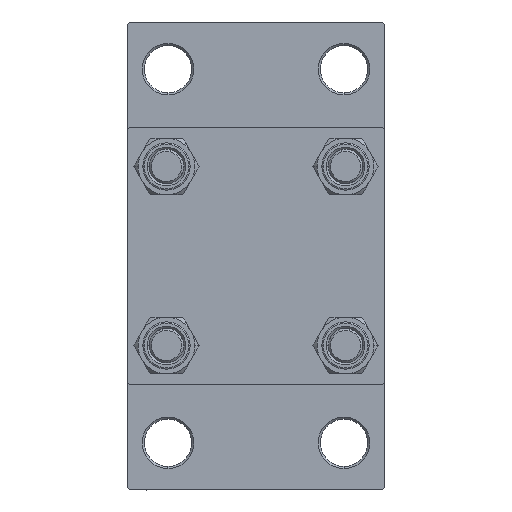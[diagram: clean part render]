
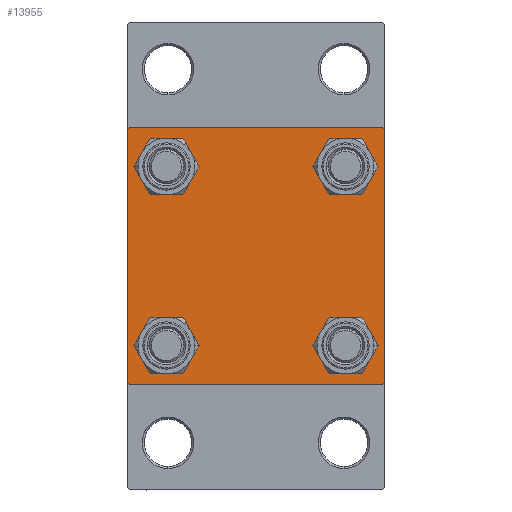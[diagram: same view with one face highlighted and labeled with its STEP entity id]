
A CAD part, left-side view. The second image highlights one B-rep face of the part: STEP entity #13955.
In plain terms, the highlighted planar face has unit normal (-1, 0, 0).
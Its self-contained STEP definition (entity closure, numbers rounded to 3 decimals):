
#12 = CARTESIAN_POINT ( 'NONE',  ( 0., -20.85, -16.35 ) ) ;
#283 = CARTESIAN_POINT ( 'NONE',  ( 0., -29.75, 29.75 ) ) ;
#393 = CARTESIAN_POINT ( 'NONE',  ( 0., -29.5, 30. ) ) ;
#740 = DIRECTION ( 'NONE',  ( 0., -1., 0. ) ) ;
#1260 = ORIENTED_EDGE ( 'NONE', *, *, #15327, .F. ) ;
#1521 = EDGE_CURVE ( 'NONE', #17393, #14945, #10004, .T. ) ;
#2438 = EDGE_CURVE ( 'NONE', #29157, #31140, #9372, .T. ) ;
#2527 = LINE ( 'NONE', #32077, #40632 ) ;
#2690 = ORIENTED_EDGE ( 'NONE', *, *, #1521, .T. ) ;
#2853 = ORIENTED_EDGE ( 'NONE', *, *, #13139, .T. ) ;
#2975 = FACE_BOUND ( 'NONE', #42955, .T. ) ;
#3244 = DIRECTION ( 'NONE',  ( 0., -0.707, 0.707 ) ) ;
#3422 = VECTOR ( 'NONE', #3462, 1000. ) ;
#3462 = DIRECTION ( 'NONE',  ( 0., -1., 0. ) ) ;
#4061 = CARTESIAN_POINT ( 'NONE',  ( 0., 20.85, -25.35 ) ) ;
#4143 = LINE ( 'NONE', #7777, #11780 ) ;
#4162 = ORIENTED_EDGE ( 'NONE', *, *, #43742, .T. ) ;
#4231 = AXIS2_PLACEMENT_3D ( 'NONE', #4405, #32766, #25746 ) ;
#4405 = CARTESIAN_POINT ( 'NONE',  ( 0., 20.85, 20.85 ) ) ;
#4421 = DIRECTION ( 'NONE',  ( 1., 0., 0. ) ) ;
#4493 = VERTEX_POINT ( 'NONE', #29863 ) ;
#4890 = DIRECTION ( 'NONE',  ( 0., 0., 1. ) ) ;
#5175 = VERTEX_POINT ( 'NONE', #39699 ) ;
#6860 = PLANE ( 'NONE',  #45223 ) ;
#7341 = VECTOR ( 'NONE', #37585, 1000. ) ;
#7525 = VERTEX_POINT ( 'NONE', #31491 ) ;
#7551 = CARTESIAN_POINT ( 'NONE',  ( 0., 20.85, -16.35 ) ) ;
#7777 = CARTESIAN_POINT ( 'NONE',  ( 0., 30., -30. ) ) ;
#8056 = CARTESIAN_POINT ( 'NONE',  ( 0., -20.85, -20.85 ) ) ;
#8247 = EDGE_CURVE ( 'NONE', #40566, #5175, #34982, .T. ) ;
#8490 = VECTOR ( 'NONE', #28423, 1000. ) ;
#8624 = AXIS2_PLACEMENT_3D ( 'NONE', #16014, #15766, #8988 ) ;
#8767 = EDGE_CURVE ( 'NONE', #29803, #46760, #4143, .T. ) ;
#8778 = CARTESIAN_POINT ( 'NONE',  ( 0., 20.85, 20.85 ) ) ;
#8988 = DIRECTION ( 'NONE',  ( 0., 0., 1. ) ) ;
#9119 = ORIENTED_EDGE ( 'NONE', *, *, #13469, .F. ) ;
#9372 = CIRCLE ( 'NONE', #37242, 4.5 ) ;
#10004 = LINE ( 'NONE', #43185, #13244 ) ;
#10432 = DIRECTION ( 'NONE',  ( 0., 0., -1. ) ) ;
#11347 = CIRCLE ( 'NONE', #34577, 4.5 ) ;
#11780 = VECTOR ( 'NONE', #740, 1000. ) ;
#12939 = CARTESIAN_POINT ( 'NONE',  ( 0., -20.85, 25.35 ) ) ;
#13139 = EDGE_CURVE ( 'NONE', #7525, #21881, #37340, .T. ) ;
#13244 = VECTOR ( 'NONE', #17520, 1000. ) ;
#13469 = EDGE_CURVE ( 'NONE', #7525, #42810, #21332, .T. ) ;
#13645 = LINE ( 'NONE', #27938, #8490 ) ;
#13870 = CARTESIAN_POINT ( 'NONE',  ( 0., 30., 29.5 ) ) ;
#13955 = ADVANCED_FACE ( 'NONE', ( #2975, #39546, #32289, #36644, #25274 ), #6860, .T. ) ;
#14743 = DIRECTION ( 'NONE',  ( 0., 0., 1. ) ) ;
#14945 = VERTEX_POINT ( 'NONE', #40563 ) ;
#15018 = AXIS2_PLACEMENT_3D ( 'NONE', #43819, #36797, #14743 ) ;
#15327 = EDGE_CURVE ( 'NONE', #18125, #21881, #43432, .T. ) ;
#15766 = DIRECTION ( 'NONE',  ( 1., 0., 0. ) ) ;
#16014 = CARTESIAN_POINT ( 'NONE',  ( 0., -20.85, 20.85 ) ) ;
#16812 = VERTEX_POINT ( 'NONE', #7551 ) ;
#17393 = VERTEX_POINT ( 'NONE', #13870 ) ;
#17520 = DIRECTION ( 'NONE',  ( 0., 0., -1. ) ) ;
#17569 = DIRECTION ( 'NONE',  ( 0., 0., 1. ) ) ;
#17759 = DIRECTION ( 'NONE',  ( -1., 0., 0. ) ) ;
#17911 = ORIENTED_EDGE ( 'NONE', *, *, #34729, .T. ) ;
#18125 = VERTEX_POINT ( 'NONE', #34954 ) ;
#18538 = ORIENTED_EDGE ( 'NONE', *, *, #31571, .T. ) ;
#18561 = CARTESIAN_POINT ( 'NONE',  ( 0., -20.85, -20.85 ) ) ;
#18752 = CIRCLE ( 'NONE', #47389, 4.5 ) ;
#18899 = DIRECTION ( 'NONE',  ( 0., -0.707, -0.707 ) ) ;
#18964 = DIRECTION ( 'NONE',  ( 0., 0., 1. ) ) ;
#19037 = DIRECTION ( 'NONE',  ( 0., 0., 1. ) ) ;
#19106 = CARTESIAN_POINT ( 'NONE',  ( 0., -30., -29.5 ) ) ;
#19121 = ORIENTED_EDGE ( 'NONE', *, *, #25280, .T. ) ;
#19450 = EDGE_CURVE ( 'NONE', #27268, #4493, #29506, .T. ) ;
#20895 = CARTESIAN_POINT ( 'NONE',  ( 0., 0., 0. ) ) ;
#21215 = CIRCLE ( 'NONE', #15018, 4.5 ) ;
#21332 = LINE ( 'NONE', #28844, #24349 ) ;
#21392 = CIRCLE ( 'NONE', #43822, 4.5 ) ;
#21547 = CARTESIAN_POINT ( 'NONE',  ( 0., 20.85, 25.35 ) ) ;
#21831 = CARTESIAN_POINT ( 'NONE',  ( 0., 20.85, 16.35 ) ) ;
#21881 = VERTEX_POINT ( 'NONE', #393 ) ;
#22115 = VECTOR ( 'NONE', #18899, 1000. ) ;
#22986 = ORIENTED_EDGE ( 'NONE', *, *, #33182, .T. ) ;
#23010 = ORIENTED_EDGE ( 'NONE', *, *, #8247, .T. ) ;
#23013 = CARTESIAN_POINT ( 'NONE',  ( 0., 29.75, -29.75 ) ) ;
#23789 = DIRECTION ( 'NONE',  ( 1., 0., 0. ) ) ;
#24262 = DIRECTION ( 'NONE',  ( 0., 0., 1. ) ) ;
#24349 = VECTOR ( 'NONE', #10432, 1000. ) ;
#25274 = FACE_OUTER_BOUND ( 'NONE', #28668, .T. ) ;
#25280 = EDGE_CURVE ( 'NONE', #5175, #40566, #18752, .T. ) ;
#25746 = DIRECTION ( 'NONE',  ( 0., 0., 1. ) ) ;
#26083 = DIRECTION ( 'NONE',  ( 1., 0., 0. ) ) ;
#27268 = VERTEX_POINT ( 'NONE', #12939 ) ;
#27474 = EDGE_LOOP ( 'NONE', ( #33831, #4162 ) ) ;
#27938 = CARTESIAN_POINT ( 'NONE',  ( 0., 29.75, 29.75 ) ) ;
#28423 = DIRECTION ( 'NONE',  ( 0., 0.707, -0.707 ) ) ;
#28610 = CARTESIAN_POINT ( 'NONE',  ( 0., 29.5, -30. ) ) ;
#28668 = EDGE_LOOP ( 'NONE', ( #2690, #22986, #43674, #18538, #9119, #2853, #1260, #43373 ) ) ;
#28844 = CARTESIAN_POINT ( 'NONE',  ( 0., -30., 30. ) ) ;
#29157 = VERTEX_POINT ( 'NONE', #21547 ) ;
#29258 = EDGE_CURVE ( 'NONE', #16812, #32595, #21215, .T. ) ;
#29506 = CIRCLE ( 'NONE', #8624, 4.5 ) ;
#29803 = VERTEX_POINT ( 'NONE', #28610 ) ;
#29863 = CARTESIAN_POINT ( 'NONE',  ( 0., -20.85, 16.35 ) ) ;
#31140 = VERTEX_POINT ( 'NONE', #21831 ) ;
#31318 = CIRCLE ( 'NONE', #4231, 4.5 ) ;
#31491 = CARTESIAN_POINT ( 'NONE',  ( 0., -30., 29.5 ) ) ;
#31571 = EDGE_CURVE ( 'NONE', #46760, #42810, #2527, .T. ) ;
#32077 = CARTESIAN_POINT ( 'NONE',  ( 0., -29.75, -29.75 ) ) ;
#32289 = FACE_BOUND ( 'NONE', #35043, .T. ) ;
#32595 = VERTEX_POINT ( 'NONE', #4061 ) ;
#32766 = DIRECTION ( 'NONE',  ( 1., 0., 0. ) ) ;
#33182 = EDGE_CURVE ( 'NONE', #14945, #29803, #37549, .T. ) ;
#33216 = CARTESIAN_POINT ( 'NONE',  ( 0., -20.85, 20.85 ) ) ;
#33831 = ORIENTED_EDGE ( 'NONE', *, *, #2438, .T. ) ;
#34577 = AXIS2_PLACEMENT_3D ( 'NONE', #33216, #39592, #17569 ) ;
#34729 = EDGE_CURVE ( 'NONE', #32595, #16812, #21392, .T. ) ;
#34954 = CARTESIAN_POINT ( 'NONE',  ( 0., 29.5, 30. ) ) ;
#34982 = CIRCLE ( 'NONE', #36557, 4.5 ) ;
#35043 = EDGE_LOOP ( 'NONE', ( #46535, #17911 ) ) ;
#36557 = AXIS2_PLACEMENT_3D ( 'NONE', #18561, #26083, #19037 ) ;
#36644 = FACE_BOUND ( 'NONE', #27474, .T. ) ;
#36760 = EDGE_LOOP ( 'NONE', ( #23010, #19121 ) ) ;
#36797 = DIRECTION ( 'NONE',  ( 1., 0., 0. ) ) ;
#37242 = AXIS2_PLACEMENT_3D ( 'NONE', #8778, #4421, #18964 ) ;
#37340 = LINE ( 'NONE', #283, #7341 ) ;
#37549 = LINE ( 'NONE', #23013, #22115 ) ;
#37585 = DIRECTION ( 'NONE',  ( 0., 0.707, 0.707 ) ) ;
#37611 = DIRECTION ( 'NONE',  ( 1., 0., 0. ) ) ;
#39546 = FACE_BOUND ( 'NONE', #36760, .T. ) ;
#39573 = EDGE_CURVE ( 'NONE', #4493, #27268, #11347, .T. ) ;
#39592 = DIRECTION ( 'NONE',  ( 1., 0., 0. ) ) ;
#39699 = CARTESIAN_POINT ( 'NONE',  ( 0., -20.85, -25.35 ) ) ;
#40563 = CARTESIAN_POINT ( 'NONE',  ( 0., 30., -29.5 ) ) ;
#40566 = VERTEX_POINT ( 'NONE', #12 ) ;
#40632 = VECTOR ( 'NONE', #3244, 1000. ) ;
#42810 = VERTEX_POINT ( 'NONE', #19106 ) ;
#42955 = EDGE_LOOP ( 'NONE', ( #47264, #46181 ) ) ;
#43185 = CARTESIAN_POINT ( 'NONE',  ( 0., 30., 30. ) ) ;
#43373 = ORIENTED_EDGE ( 'NONE', *, *, #43604, .T. ) ;
#43432 = LINE ( 'NONE', #47318, #3422 ) ;
#43604 = EDGE_CURVE ( 'NONE', #18125, #17393, #13645, .T. ) ;
#43674 = ORIENTED_EDGE ( 'NONE', *, *, #8767, .T. ) ;
#43742 = EDGE_CURVE ( 'NONE', #31140, #29157, #31318, .T. ) ;
#43819 = CARTESIAN_POINT ( 'NONE',  ( 0., 20.85, -20.85 ) ) ;
#43822 = AXIS2_PLACEMENT_3D ( 'NONE', #46306, #23789, #24262 ) ;
#45223 = AXIS2_PLACEMENT_3D ( 'NONE', #20895, #17759, #47073 ) ;
#46181 = ORIENTED_EDGE ( 'NONE', *, *, #39573, .T. ) ;
#46306 = CARTESIAN_POINT ( 'NONE',  ( 0., 20.85, -20.85 ) ) ;
#46535 = ORIENTED_EDGE ( 'NONE', *, *, #29258, .T. ) ;
#46760 = VERTEX_POINT ( 'NONE', #47061 ) ;
#47061 = CARTESIAN_POINT ( 'NONE',  ( 0., -29.5, -30. ) ) ;
#47073 = DIRECTION ( 'NONE',  ( 0., 0., 1. ) ) ;
#47264 = ORIENTED_EDGE ( 'NONE', *, *, #19450, .T. ) ;
#47318 = CARTESIAN_POINT ( 'NONE',  ( 0., 30., 30. ) ) ;
#47389 = AXIS2_PLACEMENT_3D ( 'NONE', #8056, #37611, #4890 ) ;
